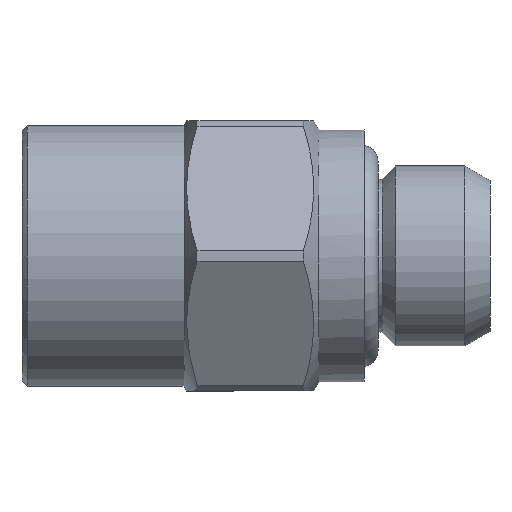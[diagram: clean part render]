
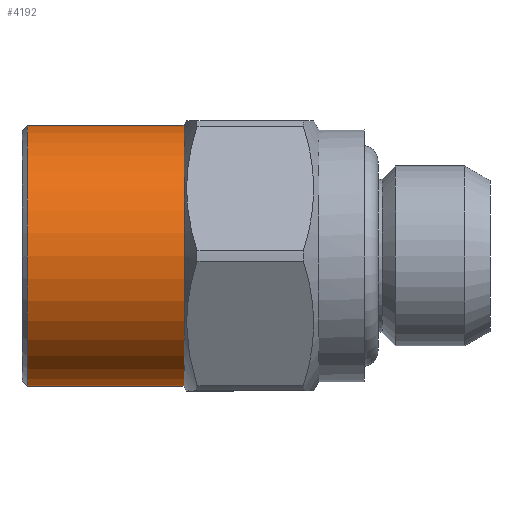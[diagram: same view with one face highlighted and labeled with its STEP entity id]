
A CAD part, left-side view. The second image highlights one B-rep face of the part: STEP entity #4192.
In plain terms, the highlighted cylindrical face has radius 7.25 mm (diameter 14.5 mm), a full revolution.
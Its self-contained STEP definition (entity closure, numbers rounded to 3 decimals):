
#38=CYLINDRICAL_SURFACE('',#4330,7.25);
#76=CIRCLE('',#4329,7.25);
#77=CIRCLE('',#4331,7.25);
#1395=ORIENTED_EDGE('',*,*,#1866,.F.);
#1396=ORIENTED_EDGE('',*,*,#1865,.T.);
#1865=EDGE_CURVE('',#2155,#2155,#76,.T.);
#1866=EDGE_CURVE('',#2156,#2156,#77,.T.);
#2155=VERTEX_POINT('',#9849);
#2156=VERTEX_POINT('',#9852);
#2496=EDGE_LOOP('',(#1395));
#2497=EDGE_LOOP('',(#1396));
#2711=FACE_BOUND('',#2496,.T.);
#2712=FACE_BOUND('',#2497,.T.);
#4192=ADVANCED_FACE('',(#2711,#2712),#38,.T.);
#4329=AXIS2_PLACEMENT_3D('',#9848,#4815,#4816);
#4330=AXIS2_PLACEMENT_3D('',#9850,#4817,#4818);
#4331=AXIS2_PLACEMENT_3D('',#9851,#4819,#4820);
#4815=DIRECTION('',(0.,-1.,0.));
#4816=DIRECTION('',(0.,0.,-1.));
#4817=DIRECTION('',(0.,-1.,0.));
#4818=DIRECTION('',(0.,0.,-1.));
#4819=DIRECTION('',(0.,-1.,0.));
#4820=DIRECTION('',(0.,0.,-1.));
#9848=CARTESIAN_POINT('',(0.,25.7,0.));
#9849=CARTESIAN_POINT('',(0.,25.7,-7.25));
#9850=CARTESIAN_POINT('',(0.,0.,0.));
#9851=CARTESIAN_POINT('',(0.,17.,0.));
#9852=CARTESIAN_POINT('',(0.,17.,-7.25));
